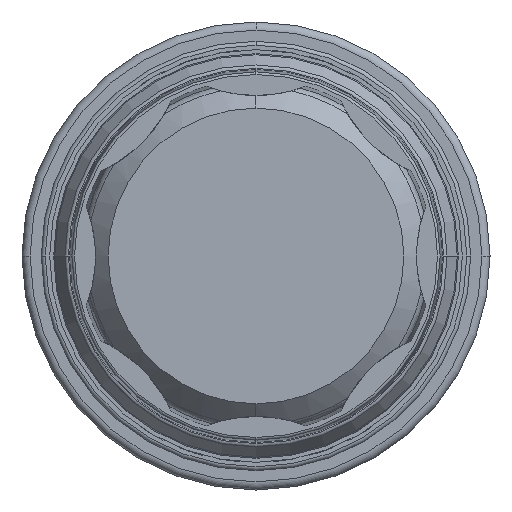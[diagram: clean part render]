
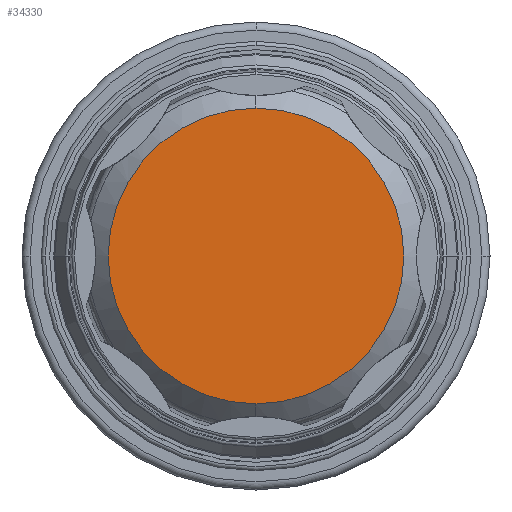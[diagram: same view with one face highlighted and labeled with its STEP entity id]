
A CAD part, left-side view. The second image highlights one B-rep face of the part: STEP entity #34330.
In plain terms, the highlighted planar face has unit normal (-1, 0, 0).
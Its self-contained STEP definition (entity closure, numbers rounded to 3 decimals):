
#1764 = PLANE ( 'NONE',  #5329 ) ;
#3189 = VERTEX_POINT ( 'NONE', #34663 ) ;
#4994 = CIRCLE ( 'NONE', #24106, 14.287 ) ;
#5084 = ORIENTED_EDGE ( 'NONE', *, *, #9094, .T. ) ;
#5214 = CARTESIAN_POINT ( 'NONE',  ( -88.087, 0., -14.287 ) ) ;
#5329 = AXIS2_PLACEMENT_3D ( 'NONE', #25510, #28594, #21837 ) ;
#6540 = EDGE_LOOP ( 'NONE', ( #31570, #5084 ) ) ;
#9094 = EDGE_CURVE ( 'NONE', #3189, #31102, #16187, .T. ) ;
#9137 = CARTESIAN_POINT ( 'NONE',  ( -88.087, 0., 0. ) ) ;
#10298 = DIRECTION ( 'NONE',  ( -1., 0., 0. ) ) ;
#12576 = DIRECTION ( 'NONE',  ( -1., 0., 0. ) ) ;
#13169 = DIRECTION ( 'NONE',  ( 0., 0., 1. ) ) ;
#16187 = CIRCLE ( 'NONE', #35955, 14.287 ) ;
#16796 = FACE_OUTER_BOUND ( 'NONE', #6540, .T. ) ;
#17262 = DIRECTION ( 'NONE',  ( 0., 0., 1. ) ) ;
#18624 = EDGE_CURVE ( 'NONE', #31102, #3189, #4994, .T. ) ;
#21837 = DIRECTION ( 'NONE',  ( 0., 0., -1. ) ) ;
#24106 = AXIS2_PLACEMENT_3D ( 'NONE', #9137, #12576, #17262 ) ;
#25510 = CARTESIAN_POINT ( 'NONE',  ( -88.087, -16.736, 0. ) ) ;
#28594 = DIRECTION ( 'NONE',  ( 1., 0., 0. ) ) ;
#31102 = VERTEX_POINT ( 'NONE', #5214 ) ;
#31570 = ORIENTED_EDGE ( 'NONE', *, *, #18624, .T. ) ;
#34232 = CARTESIAN_POINT ( 'NONE',  ( -88.087, 0., 0. ) ) ;
#34330 = ADVANCED_FACE ( 'NONE', ( #16796 ), #1764, .F. ) ;
#34663 = CARTESIAN_POINT ( 'NONE',  ( -88.087, 0., 14.287 ) ) ;
#35955 = AXIS2_PLACEMENT_3D ( 'NONE', #34232, #10298, #13169 ) ;
